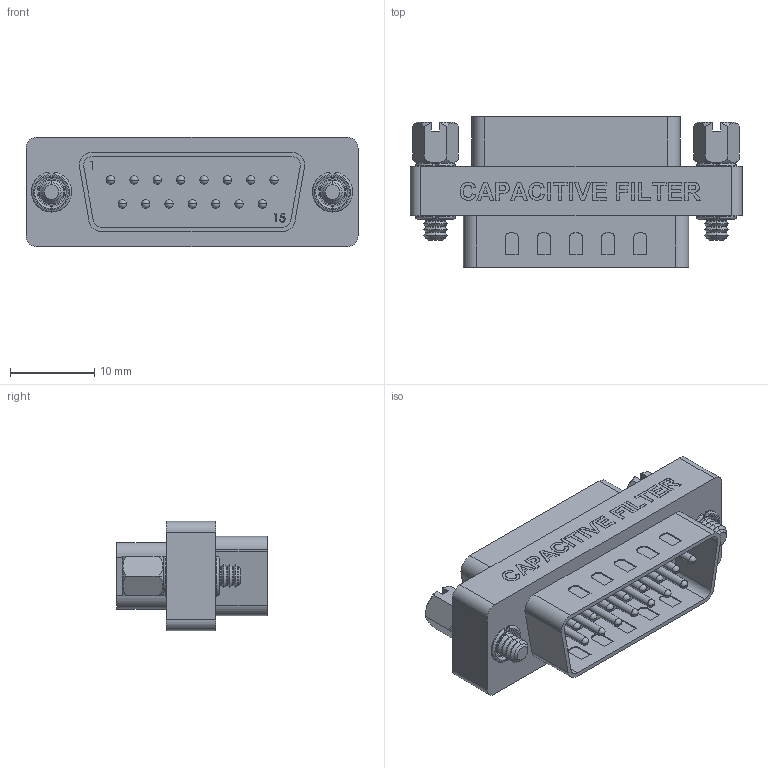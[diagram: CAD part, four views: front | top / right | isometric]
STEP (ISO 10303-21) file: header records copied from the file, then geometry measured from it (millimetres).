
FILE_DESCRIPTION (( 'STEP AP203' ), '1' );
FILE_NAME ('DGFC15MF.STEP', '2006-06-23T18:39:58', ( 'lcom' ), ( 'lcom' ), 'SwSTEP 2.0', 'SolidWorks 2006004', '' );
FILE_SCHEMA (( 'CONFIG_CONTROL_DESIGN' ));
Length unit declared in the file: inch
Products named in the file (5): SD15P_Without Mounting Flange and Solder Cups; 3AA05-002; DGFC15MF; SD15S_Without Mounting Flange and Solder Cups; DGF15F-MA1_CAPACITIVE FILTER
Assembly tree (5 placements, depth 2):
  DGFC15MF
    3AA05-002  x2
    SD15P_Without Mounting Flange and Solder Cups
    DGF15F-MA1_CAPACITIVE FILTER
    SD15S_Without Mounting Flange and Solder Cups
Bounding box: 39.37 x 17.86 x 12.95 mm (x, y, z)
Volume: 4397 mm3; surface area: 4735.1 mm2
Topology: 5 solids, 5 shells, 798 faces, 2032 edges, 1303 vertices
Faces by surface type: plane 413, cylinder 180, bspline 95, cone 56, sphere 42, torus 12
Entity records: 30743 total; most frequent: CARTESIAN_POINT 13013, ORIENTED_EDGE 3644, DIRECTION 3314, EDGE_CURVE 1822, LINE 1208, VECTOR 1208, VERTEX_POINT 1190, AXIS2_PLACEMENT_3D 1053
